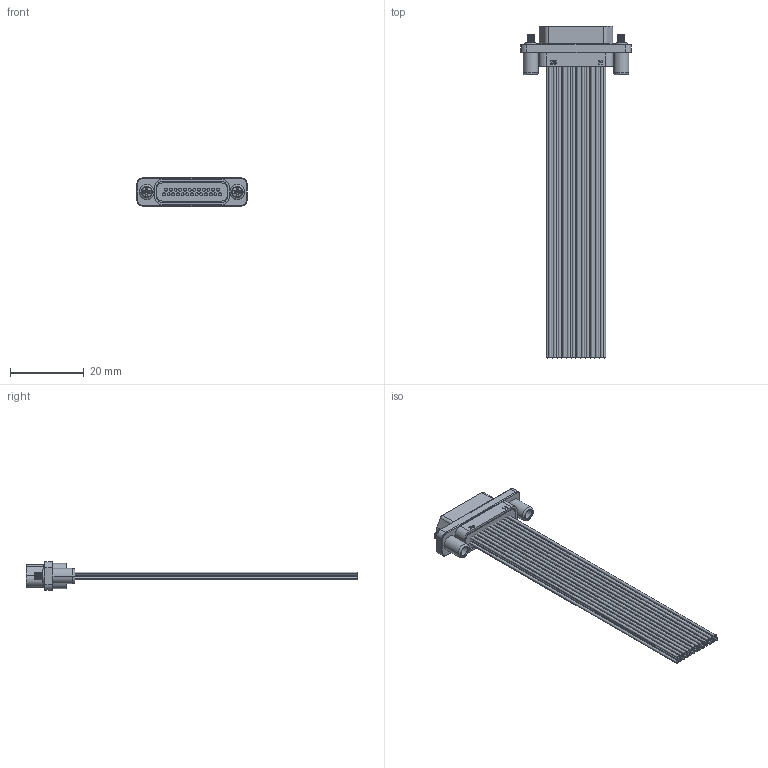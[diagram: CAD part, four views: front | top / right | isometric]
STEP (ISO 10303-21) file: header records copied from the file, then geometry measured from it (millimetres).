
FILE_DESCRIPTION((''),'2;1');
FILE_NAME('ASM0001_ASM','2023-08-16T',('tangyaping'),(''),'PRO/ENGINEER BY PARAMETRIC TECHNOLOGY CORPORATION, 2010280','PRO/ENGINEER BY PARAMETRIC TECHNOLOGY CORPORATION, 2010280','');
FILE_SCHEMA(('CONFIG_CONTROL_DESIGN'));
Length unit declared in the file: millimetre
Products named in the file (7): ZHUTI-25-1; PINZHEN3; LUOSISHELL; LUOS; WIRE25F; JIAOS; ASM0001_ASM
Assembly tree (8 placements, depth 2):
  ASM0001_ASM
    ZHUTI-25-1
    PINZHEN3
    LUOSISHELL  x2
    LUOS  x2
    WIRE25F
    JIAOS
Bounding box: 29.8 x 89.9 x 7.6 mm (x, y, z)
Volume: 2241 mm3; surface area: 8305.7 mm2
Topology: 56 solids, 56 shells, 865 faces, 1980 edges, 1278 vertices
Faces by surface type: plane 385, cylinder 350, cone 58, bspline 44, torus 24, sphere 4
Entity records: 25601 total; most frequent: CARTESIAN_POINT 8327, DIRECTION 3662, ORIENTED_EDGE 3380, EDGE_CURVE 1690, AXIS2_PLACEMENT_3D 1352, VERTEX_POINT 1092, VECTOR 958, LINE 958
